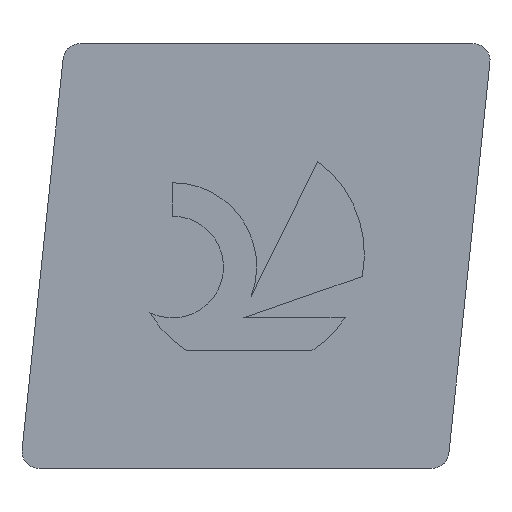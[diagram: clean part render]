
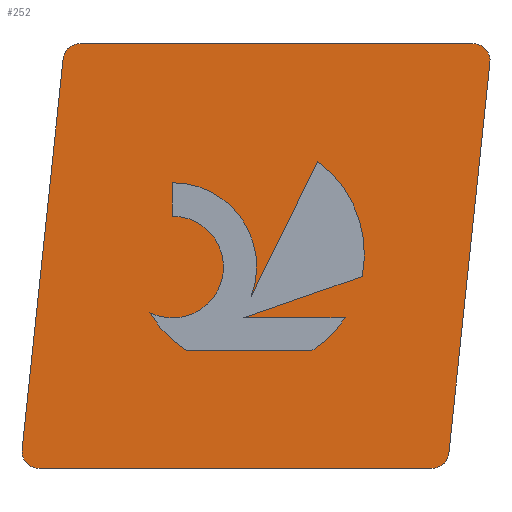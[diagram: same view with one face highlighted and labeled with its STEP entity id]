
A CAD part, top view. The second image highlights one B-rep face of the part: STEP entity #252.
In plain terms, the highlighted planar face has unit normal (0, 0, 1).
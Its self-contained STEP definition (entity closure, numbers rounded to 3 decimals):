
#150=VERTEX_POINT('',#403);
#154=VERTEX_POINT('',#407);
#158=VERTEX_POINT('',#411);
#162=VERTEX_POINT('',#415);
#174=VERTEX_POINT('',#431);
#176=EDGE_CURVE('',#348,#334,#433,.T.);
#196=EDGE_CURVE('',#174,#204,#454,.T.);
#198=EDGE_CURVE('',#370,#158,#456,.T.);
#202=VERTEX_POINT('',#460);
#204=VERTEX_POINT('',#462);
#208=EDGE_CURVE('',#334,#340,#466,.T.);
#212=EDGE_CURVE('',#240,#268,#471,.T.);
#222=EDGE_CURVE('',#368,#274,#482,.T.);
#234=VERTEX_POINT('',#496);
#236=EDGE_CURVE('',#276,#154,#498,.T.);
#240=VERTEX_POINT('',#502);
#246=EDGE_CURVE('',#154,#150,#508,.T.);
#252=ADVANCED_FACE('',(#515,#516),#517,.T.);
#254=EDGE_CURVE('',#158,#240,#519,.T.);
#266=EDGE_CURVE('',#234,#162,#534,.T.);
#268=VERTEX_POINT('',#536);
#274=VERTEX_POINT('',#542);
#276=VERTEX_POINT('',#544);
#284=EDGE_CURVE('',#322,#370,#552,.T.);
#286=EDGE_CURVE('',#202,#322,#554,.T.);
#290=EDGE_CURVE('',#204,#348,#558,.T.);
#292=EDGE_CURVE('',#274,#276,#560,.T.);
#308=EDGE_CURVE('',#324,#368,#577,.T.);
#310=EDGE_CURVE('',#150,#174,#579,.T.);
#322=VERTEX_POINT('',#591);
#324=VERTEX_POINT('',#593);
#334=VERTEX_POINT('',#606);
#336=EDGE_CURVE('',#268,#234,#608,.T.);
#340=VERTEX_POINT('',#613);
#346=EDGE_CURVE('',#162,#202,#619,.T.);
#348=VERTEX_POINT('',#621);
#352=EDGE_CURVE('',#340,#324,#625,.T.);
#368=VERTEX_POINT('',#642);
#370=VERTEX_POINT('',#644);
#403=CARTESIAN_POINT('',(3.888,2.755,0.0));
#407=CARTESIAN_POINT('',(6.829,2.755,0.0));
#411=CARTESIAN_POINT('',(1.007,9.582,0.0));
#415=CARTESIAN_POINT('',(10.032,0.358,0.0));
#431=CARTESIAN_POINT('',(3.035,3.646,0.0));
#433=LINE('',#707,#708);
#454=CIRCLE('',#741,1.191);
#456=CIRCLE('',#744,0.4);
#460=CARTESIAN_POINT('',(10.993,9.498,0.0));
#462=CARTESIAN_POINT('',(4.1,5.776,0.0));
#466=CIRCLE('',#756,1.96);
#471=CIRCLE('',#762,0.4);
#482=LINE('',#775,#776);
#496=CARTESIAN_POINT('',(9.635,0.0,0.0));
#498=CIRCLE('',#799,2.698);
#502=CARTESIAN_POINT('',(0.046,0.442,0.0));
#508=LINE('',#814,#815);
#515=FACE_BOUND('',#824,.T.);
#516=FACE_OUTER_BOUND('',#825,.T.);
#517=PLANE('',#826);
#519=LINE('',#829,#830);
#534=CIRCLE('',#850,0.4);
#536=CARTESIAN_POINT('',(0.444,0.0,0.0));
#542=CARTESIAN_POINT('',(5.221,3.523,0.0));
#544=CARTESIAN_POINT('',(7.605,3.523,0.0));
#552=LINE('',#871,#872);
#554=CIRCLE('',#875,0.4);
#558=CIRCLE('',#882,1.191);
#560=LINE('',#885,#886);
#577=CIRCLE('',#913,2.698);
#579=CIRCLE('',#916,2.698);
#591=CARTESIAN_POINT('',(10.595,9.94,0.0));
#593=CARTESIAN_POINT('',(6.964,7.185,0.0));
#606=CARTESIAN_POINT('',(3.56,6.685,0.0));
#608=LINE('',#951,#952);
#613=CARTESIAN_POINT('',(5.404,4.021,0.0));
#619=LINE('',#968,#969);
#621=CARTESIAN_POINT('',(3.56,5.902,0.0));
#625=LINE('',#977,#978);
#642=CARTESIAN_POINT('',(8.004,4.489,0.0));
#644=CARTESIAN_POINT('',(1.405,9.94,0.0));
#707=CARTESIAN_POINT('',(3.56,5.827,0.0));
#708=VECTOR('',#1063,1.0);
#741=AXIS2_PLACEMENT_3D('',#1080,#1081,#1082);
#744=AXIS2_PLACEMENT_3D('',#1083,#1084,#1085);
#756=AXIS2_PLACEMENT_3D('',#1089,#1090,#1091);
#762=AXIS2_PLACEMENT_3D('',#1102,#1103,#1104);
#775=CARTESIAN_POINT('',(5.579,3.647,0.0));
#776=VECTOR('',#1116,1.0);
#799=AXIS2_PLACEMENT_3D('',#1135,#1136,#1137);
#814=CARTESIAN_POINT('',(4.704,2.755,0.0));
#815=VECTOR('',#1140,1.0);
#824=EDGE_LOOP('',(#1150,#1151,#1152,#1153,#1154,#1155,#1156,#1157,#1158,#1159,#1160));
#825=EDGE_LOOP('',(#1161,#1162,#1163,#1164,#1165,#1166,#1167,#1168));
#826=AXIS2_PLACEMENT_3D('',#1169,#1170,#1171);
#829=CARTESIAN_POINT('',(1.007,9.582,0.0));
#830=VECTOR('',#1172,1.0);
#850=AXIS2_PLACEMENT_3D('',#1200,#1201,#1202);
#871=CARTESIAN_POINT('',(10.595,9.94,0.0));
#872=VECTOR('',#1204,1.0);
#875=AXIS2_PLACEMENT_3D('',#1205,#1206,#1207);
#882=AXIS2_PLACEMENT_3D('',#1209,#1210,#1211);
#885=CARTESIAN_POINT('',(6.562,3.523,0.0));
#886=VECTOR('',#1212,1.0);
#913=AXIS2_PLACEMENT_3D('',#1228,#1229,#1230);
#916=AXIS2_PLACEMENT_3D('',#1231,#1232,#1233);
#951=CARTESIAN_POINT('',(0.444,0.0,0.0));
#952=VECTOR('',#1262,1.0);
#968=CARTESIAN_POINT('',(10.032,0.358,0.0));
#969=VECTOR('',#1273,1.0);
#977=CARTESIAN_POINT('',(6.384,6.008,0.0));
#978=VECTOR('',#1277,1.0);
#1063=DIRECTION('',(0.0,1.0,0.0));
#1080=CARTESIAN_POINT('',(3.568,4.711,0.0));
#1081=DIRECTION('',(0.0,0.0,1.0));
#1082=DIRECTION('',(-0.447,-0.894,0.0));
#1083=CARTESIAN_POINT('',(1.405,9.54,0.0));
#1084=DIRECTION('',(0.0,0.0,1.0));
#1085=DIRECTION('',(0.,1.0,0.0));
#1089=CARTESIAN_POINT('',(3.575,4.725,0.0));
#1090=DIRECTION('',(0.0,-0.0,-1.0));
#1091=DIRECTION('',(0.933,-0.359,0.0));
#1102=CARTESIAN_POINT('',(0.444,0.4,0.0));
#1103=DIRECTION('',(0.0,0.0,1.0));
#1104=DIRECTION('',(-0.995,0.105,0.0));
#1116=DIRECTION('',(-0.945,-0.328,0.0));
#1135=CARTESIAN_POINT('',(5.358,5.017,0.0));
#1136=DIRECTION('',(0.0,-0.0,-1.0));
#1137=DIRECTION('',(0.545,-0.838,0.0));
#1140=DIRECTION('',(-1.0,0.0,0.0));
#1150=ORIENTED_EDGE('',*,*,#176,.T.);
#1151=ORIENTED_EDGE('',*,*,#208,.T.);
#1152=ORIENTED_EDGE('',*,*,#352,.T.);
#1153=ORIENTED_EDGE('',*,*,#308,.T.);
#1154=ORIENTED_EDGE('',*,*,#222,.T.);
#1155=ORIENTED_EDGE('',*,*,#292,.T.);
#1156=ORIENTED_EDGE('',*,*,#236,.T.);
#1157=ORIENTED_EDGE('',*,*,#246,.T.);
#1158=ORIENTED_EDGE('',*,*,#310,.T.);
#1159=ORIENTED_EDGE('',*,*,#196,.T.);
#1160=ORIENTED_EDGE('',*,*,#290,.T.);
#1161=ORIENTED_EDGE('',*,*,#336,.T.);
#1162=ORIENTED_EDGE('',*,*,#266,.T.);
#1163=ORIENTED_EDGE('',*,*,#346,.T.);
#1164=ORIENTED_EDGE('',*,*,#286,.T.);
#1165=ORIENTED_EDGE('',*,*,#284,.T.);
#1166=ORIENTED_EDGE('',*,*,#198,.T.);
#1167=ORIENTED_EDGE('',*,*,#254,.T.);
#1168=ORIENTED_EDGE('',*,*,#212,.T.);
#1169=CARTESIAN_POINT('',(5.52,4.97,0.0));
#1170=DIRECTION('',(0.0,0.0,1.0));
#1171=DIRECTION('',(1.0,0.0,0.0));
#1172=DIRECTION('',(-0.105,-0.995,0.0));
#1200=CARTESIAN_POINT('',(9.635,0.4,0.0));
#1201=DIRECTION('',(0.0,0.0,1.0));
#1202=DIRECTION('',(0.,-1.0,0.0));
#1204=DIRECTION('',(-1.0,0.0,0.0));
#1205=CARTESIAN_POINT('',(10.595,9.54,0.0));
#1206=DIRECTION('',(-0.0,0.0,1.0));
#1207=DIRECTION('',(0.995,-0.105,0.0));
#1209=CARTESIAN_POINT('',(3.568,4.711,0.0));
#1210=DIRECTION('',(0.0,0.0,1.0));
#1211=DIRECTION('',(-0.447,-0.894,0.0));
#1212=DIRECTION('',(1.0,0.0,0.0));
#1228=CARTESIAN_POINT('',(5.358,5.017,0.0));
#1229=DIRECTION('',(0.0,-0.0,-1.0));
#1230=DIRECTION('',(0.981,-0.196,0.0));
#1231=CARTESIAN_POINT('',(5.358,5.017,0.0));
#1232=DIRECTION('',(-0.0,0.0,-1.0));
#1233=DIRECTION('',(-0.861,-0.508,0.0));
#1262=DIRECTION('',(1.0,0.0,0.0));
#1273=DIRECTION('',(0.105,0.995,0.0));
#1277=DIRECTION('',(0.442,0.897,-0.0));
